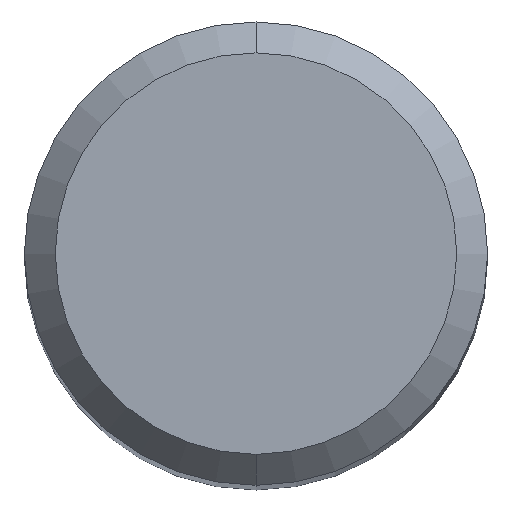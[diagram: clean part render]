
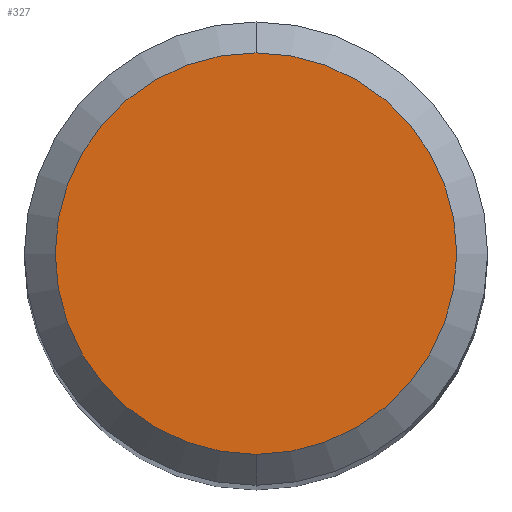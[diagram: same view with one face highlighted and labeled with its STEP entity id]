
A CAD part, top view. The second image highlights one B-rep face of the part: STEP entity #327.
In plain terms, the highlighted planar face has unit normal (0, 0, 1).
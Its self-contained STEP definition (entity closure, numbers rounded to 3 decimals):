
#291=VERTEX_POINT('',#608);
#309=VERTEX_POINT('',#627);
#327=ADVANCED_FACE('',(#646),#647,.T.);
#419=EDGE_CURVE('',#309,#291,#750,.T.);
#431=EDGE_CURVE('',#291,#309,#763,.T.);
#608=CARTESIAN_POINT('',(0.0,2.6,0.0));
#627=CARTESIAN_POINT('',(0.,-2.6,0.0));
#646=FACE_OUTER_BOUND('',#1169,.T.);
#647=PLANE('',#1170);
#750=CIRCLE('',#1364,2.6);
#763=CIRCLE('',#1380,2.6);
#1169=EDGE_LOOP('',(#1606,#1607));
#1170=AXIS2_PLACEMENT_3D('',#1608,#1609,#1610);
#1364=AXIS2_PLACEMENT_3D('',#1739,#1740,#1741);
#1380=AXIS2_PLACEMENT_3D('',#1749,#1750,#1751);
#1606=ORIENTED_EDGE('',*,*,#431,.F.);
#1607=ORIENTED_EDGE('',*,*,#419,.F.);
#1608=CARTESIAN_POINT('',(0.0,1.3,0.0));
#1609=DIRECTION('',(-0.0,0.0,1.0));
#1610=DIRECTION('',(0.0,-1.0,0.0));
#1739=CARTESIAN_POINT('',(0.0,0.0,0.0));
#1740=DIRECTION('',(0.0,0.0,-1.0));
#1741=DIRECTION('',(0.0,1.0,0.0));
#1749=CARTESIAN_POINT('',(0.0,0.0,0.0));
#1750=DIRECTION('',(0.0,0.0,-1.0));
#1751=DIRECTION('',(0.0,1.0,0.0));
